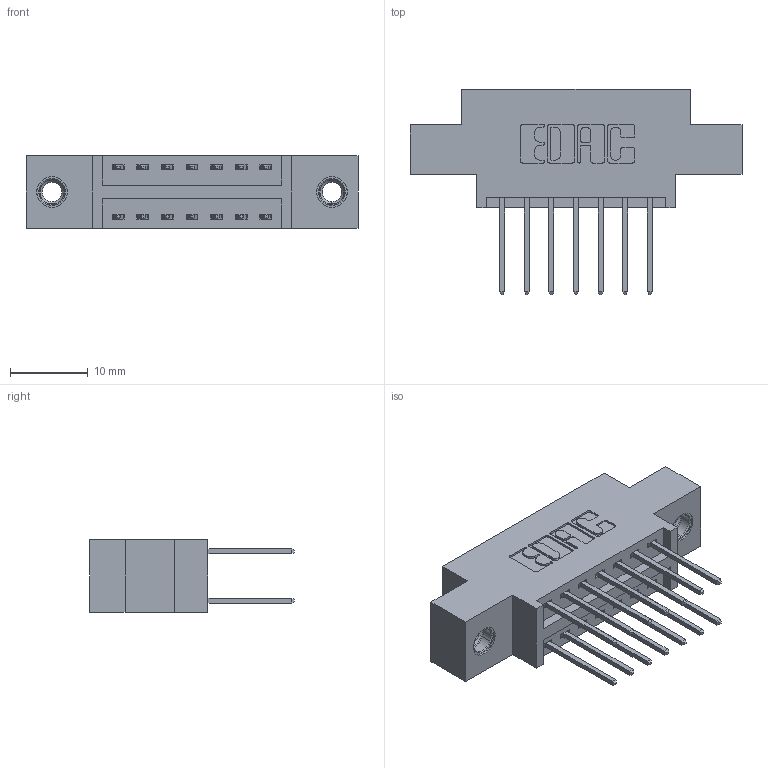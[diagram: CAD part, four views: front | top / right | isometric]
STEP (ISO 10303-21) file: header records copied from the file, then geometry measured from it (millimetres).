
FILE_DESCRIPTION (( 'STEP AP203' ), '1' );
FILE_NAME ('396-014-522-807.STEP', '2019-11-01T17:14:34', ( '' ), ( '' ), 'SwSTEP 2.0', 'SolidWorks 2016', '' );
FILE_SCHEMA (( 'CONFIG_CONTROL_DESIGN' ));
Length unit declared in the file: inch
Products named in the file (4): 346 Part_0.170 Offset - 0.156 Dia-TI; 345-292-001_345-293-122; 345-250-001_345-250-005-103; 396-014-522-807
Assembly tree (17 placements, depth 2):
  396-014-522-807
    346 Part_0.170 Offset - 0.156 Dia-TI
    345-292-001_345-293-122  x14
    345-250-001_345-250-005-103  x2
Bounding box: 42.8 x 26.42 x 9.4 mm (x, y, z)
Volume: 3769.3 mm3; surface area: 5010.8 mm2
Topology: 17 solids, 17 shells, 914 faces, 2647 edges, 1738 vertices
Faces by surface type: plane 602, cylinder 296, cone 12, torus 4
Entity records: 10616 total; most frequent: CARTESIAN_POINT 1783, ORIENTED_EDGE 1710, DIRECTION 1649, EDGE_CURVE 855, LINE 675, VECTOR 675, VERTEX_POINT 564, AXIS2_PLACEMENT_3D 487
